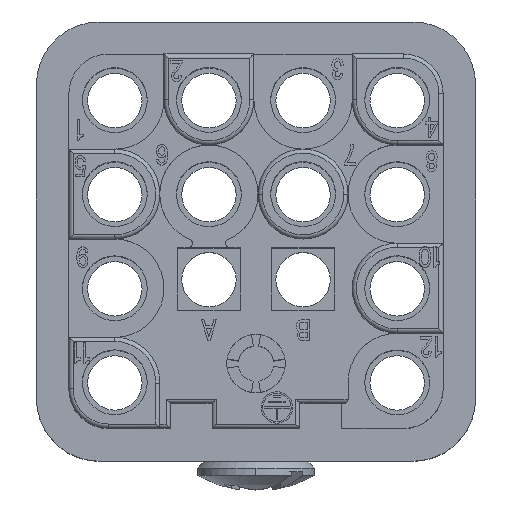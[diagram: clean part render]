
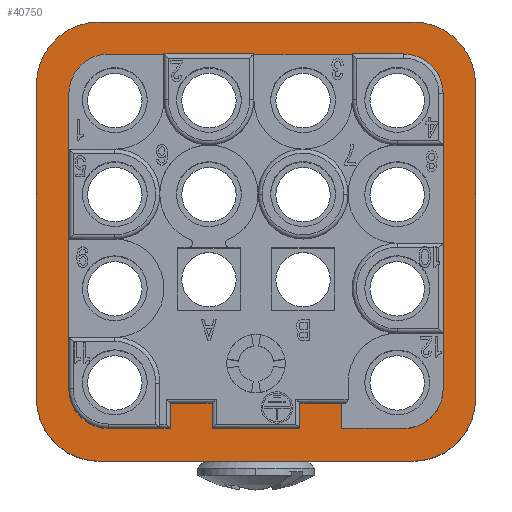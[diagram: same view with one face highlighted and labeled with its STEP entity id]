
A CAD part, top view. The second image highlights one B-rep face of the part: STEP entity #40750.
In plain terms, the highlighted planar face has unit normal (0, 0, 1).
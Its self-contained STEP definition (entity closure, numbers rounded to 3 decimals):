
#1410=CARTESIAN_POINT('',(85.038,46.999,-12.5));
#1420=VERTEX_POINT('',#1410);
#1450=CARTESIAN_POINT('',(82.038,46.999,-12.5));
#1460=DIRECTION('',(0.,0.,1.));
#1470=DIRECTION('',(1.,0.,0.));
#1480=AXIS2_PLACEMENT_3D('',#1450,#1460,#1470);
#1490=CIRCLE('',#1480,3.);
#1500=CARTESIAN_POINT('',(82.038,49.999,-12.5));
#1510=VERTEX_POINT('',#1500);
#1520=EDGE_CURVE('',#1420,#1510,#1490,.T.);
#2270=CARTESIAN_POINT('',(82.038,28.999,-12.5));
#2280=VERTEX_POINT('',#2270);
#2450=CARTESIAN_POINT('',(67.038,28.999,-12.5));
#2460=VERTEX_POINT('',#2450);
#2490=CARTESIAN_POINT('',(0.,28.999,-12.5));
#2500=DIRECTION('',(1.,0.,0.));
#2510=VECTOR('',#2500,1.);
#2520=LINE('',#2490,#2510);
#2530=EDGE_CURVE('',#2460,#2280,#2520,.T.);
#2980=CARTESIAN_POINT('',(72.438,47.249,-12.5));
#2990=VERTEX_POINT('',#2980);
#3040=CARTESIAN_POINT('',(72.438,0.,-12.5));
#3050=DIRECTION('',(0.,1.,0.));
#3060=VECTOR('',#3050,1.);
#3070=LINE('',#3040,#3060);
#3080=CARTESIAN_POINT('',(72.438,48.449,-12.5));
#3090=VERTEX_POINT('',#3080);
#3100=EDGE_CURVE('',#2990,#3090,#3070,.T.);
#5920=CARTESIAN_POINT('',(65.588,32.449,-12.5));
#5930=VERTEX_POINT('',#5920);
#5960=CARTESIAN_POINT('',(65.588,0.,-12.5));
#5970=DIRECTION('',(0.,-1.,0.));
#5980=VECTOR('',#5970,1.);
#5990=LINE('',#5960,#5980);
#6000=CARTESIAN_POINT('',(65.588,46.549,-12.5));
#6010=VERTEX_POINT('',#6000);
#6020=EDGE_CURVE('',#6010,#5930,#5990,.T.);
#39070=CARTESIAN_POINT('',(85.574,57.659,-12.5));
#39080=DIRECTION('',(0.,0.,1.));
#39090=DIRECTION('',(1.,0.,0.));
#39100=AXIS2_PLACEMENT_3D('',#39070,#39080,#39090);
#39110=PLANE('',#39100);
#39120=CARTESIAN_POINT('',(81.588,32.449,-12.5));
#39130=DIRECTION('',(0.,0.,-1.));
#39140=DIRECTION('',(-1.,0.,0.));
#39150=AXIS2_PLACEMENT_3D('',#39120,#39130,#39140);
#39160=CIRCLE('',#39150,1.9);
#39170=CARTESIAN_POINT('',(83.488,32.449,-12.5));
#39180=VERTEX_POINT('',#39170);
#39190=CARTESIAN_POINT('',(81.588,30.549,-12.5));
#39200=VERTEX_POINT('',#39190);
#39210=EDGE_CURVE('',#39180,#39200,#39160,.T.);
#39220=ORIENTED_EDGE('',*,*,#39210,.T.);
#39230=CARTESIAN_POINT('',(83.488,0.,-12.5));
#39240=DIRECTION('',(0.,1.,0.));
#39250=VECTOR('',#39240,1.);
#39260=LINE('',#39230,#39250);
#39270=CARTESIAN_POINT('',(83.488,46.549,-12.5));
#39280=VERTEX_POINT('',#39270);
#39290=EDGE_CURVE('',#39180,#39280,#39260,.T.);
#39300=ORIENTED_EDGE('',*,*,#39290,.F.);
#39310=CARTESIAN_POINT('',(81.588,46.549,-12.5));
#39320=DIRECTION('',(0.,0.,1.));
#39330=DIRECTION('',(1.,0.,0.));
#39340=AXIS2_PLACEMENT_3D('',#39310,#39320,#39330);
#39350=CIRCLE('',#39340,1.9);
#39360=CARTESIAN_POINT('',(81.588,48.449,-12.5));
#39370=VERTEX_POINT('',#39360);
#39380=EDGE_CURVE('',#39280,#39370,#39350,.T.);
#39390=ORIENTED_EDGE('',*,*,#39380,.F.);
#39400=CARTESIAN_POINT('',(0.,48.449,-12.5));
#39410=DIRECTION('',(1.,0.,0.));
#39420=VECTOR('',#39410,1.);
#39430=LINE('',#39400,#39420);
#39440=CARTESIAN_POINT('',(78.638,48.449,-12.5));
#39450=VERTEX_POINT('',#39440);
#39460=EDGE_CURVE('',#39450,#39370,#39430,.T.);
#39470=ORIENTED_EDGE('',*,*,#39460,.T.);
#39480=CARTESIAN_POINT('',(78.638,0.,-12.5));
#39490=DIRECTION('',(0.,-1.,0.));
#39500=VECTOR('',#39490,1.);
#39510=LINE('',#39480,#39500);
#39520=CARTESIAN_POINT('',(78.638,47.249,-12.5));
#39530=VERTEX_POINT('',#39520);
#39540=EDGE_CURVE('',#39450,#39530,#39510,.T.);
#39550=ORIENTED_EDGE('',*,*,#39540,.F.);
#39560=CARTESIAN_POINT('',(0.,47.249,-12.5));
#39570=DIRECTION('',(-1.,0.,0.));
#39580=VECTOR('',#39570,1.);
#39590=LINE('',#39560,#39580);
#39600=CARTESIAN_POINT('',(76.638,47.249,-12.5));
#39610=VERTEX_POINT('',#39600);
#39620=EDGE_CURVE('',#39530,#39610,#39590,.T.);
#39630=ORIENTED_EDGE('',*,*,#39620,.F.);
#39640=CARTESIAN_POINT('',(76.638,0.,-12.5));
#39650=DIRECTION('',(0.,-1.,0.));
#39660=VECTOR('',#39650,1.);
#39670=LINE('',#39640,#39660);
#39680=CARTESIAN_POINT('',(76.638,48.449,-12.5));
#39690=VERTEX_POINT('',#39680);
#39700=EDGE_CURVE('',#39690,#39610,#39670,.T.);
#39710=ORIENTED_EDGE('',*,*,#39700,.T.);
#39720=CARTESIAN_POINT('',(0.,48.449,-12.5));
#39730=DIRECTION('',(1.,0.,0.));
#39740=VECTOR('',#39730,1.);
#39750=LINE('',#39720,#39740);
#39760=EDGE_CURVE('',#3090,#39690,#39750,.T.);
#39770=ORIENTED_EDGE('',*,*,#39760,.T.);
#39780=ORIENTED_EDGE('',*,*,#3100,.T.);
#39790=CARTESIAN_POINT('',(0.,47.249,-12.5));
#39800=DIRECTION('',(-1.,0.,0.));
#39810=VECTOR('',#39800,1.);
#39820=LINE('',#39790,#39810);
#39830=CARTESIAN_POINT('',(70.438,47.249,-12.5));
#39840=VERTEX_POINT('',#39830);
#39850=EDGE_CURVE('',#2990,#39840,#39820,.T.);
#39860=ORIENTED_EDGE('',*,*,#39850,.F.);
#39870=CARTESIAN_POINT('',(70.438,0.,-12.5));
#39880=DIRECTION('',(0.,1.,0.));
#39890=VECTOR('',#39880,1.);
#39900=LINE('',#39870,#39890);
#39910=CARTESIAN_POINT('',(70.438,48.449,-12.5));
#39920=VERTEX_POINT('',#39910);
#39930=EDGE_CURVE('',#39840,#39920,#39900,.T.);
#39940=ORIENTED_EDGE('',*,*,#39930,.F.);
#39950=CARTESIAN_POINT('',(67.488,48.449,-12.5));
#39960=VERTEX_POINT('',#39950);
#39970=EDGE_CURVE('',#39960,#39920,#39430,.T.);
#39980=ORIENTED_EDGE('',*,*,#39970,.T.);
#39990=CARTESIAN_POINT('',(67.488,46.549,-12.5));
#40000=DIRECTION('',(0.,0.,-1.));
#40010=DIRECTION('',(-1.,0.,0.));
#40020=AXIS2_PLACEMENT_3D('',#39990,#40000,#40010);
#40030=CIRCLE('',#40020,1.9);
#40040=EDGE_CURVE('',#6010,#39960,#40030,.T.);
#40050=ORIENTED_EDGE('',*,*,#40040,.T.);
#40060=ORIENTED_EDGE('',*,*,#6020,.F.);
#40070=CARTESIAN_POINT('',(67.488,32.449,-12.5));
#40080=DIRECTION('',(0.,0.,1.));
#40090=DIRECTION('',(1.,0.,0.));
#40100=AXIS2_PLACEMENT_3D('',#40070,#40080,#40090);
#40110=CIRCLE('',#40100,1.9);
#40120=CARTESIAN_POINT('',(67.488,30.549,-12.5));
#40130=VERTEX_POINT('',#40120);
#40140=EDGE_CURVE('',#5930,#40130,#40110,.T.);
#40150=ORIENTED_EDGE('',*,*,#40140,.F.);
#40160=CARTESIAN_POINT('',(0.,30.549,-12.5));
#40170=DIRECTION('',(-1.,0.,0.));
#40180=VECTOR('',#40170,1.);
#40190=LINE('',#40160,#40180);
#40200=EDGE_CURVE('',#39200,#40130,#40190,.T.);
#40210=ORIENTED_EDGE('',*,*,#40200,.T.);
#40220=EDGE_LOOP('',(#40210,#40150,#40060,#40050,#39980,#39940,#39860,
#39780,#39770,#39710,#39630,#39550,#39470,#39390,#39300,#39220));
#40230=FACE_BOUND('',#40220,.T.);
#40240=CARTESIAN_POINT('',(67.038,46.999,-12.5));
#40250=DIRECTION('',(0.,0.,-1.));
#40260=DIRECTION('',(-1.,0.,0.));
#40270=AXIS2_PLACEMENT_3D('',#40240,#40250,#40260);
#40280=CIRCLE('',#40270,3.);
#40290=CARTESIAN_POINT('',(64.038,46.999,-12.5));
#40300=VERTEX_POINT('',#40290);
#40310=CARTESIAN_POINT('',(67.038,49.999,-12.5));
#40320=VERTEX_POINT('',#40310);
#40330=EDGE_CURVE('',#40300,#40320,#40280,.T.);
#40340=ORIENTED_EDGE('',*,*,#40330,.F.);
#40350=CARTESIAN_POINT('',(0.,49.999,-12.5));
#40360=DIRECTION('',(-1.,0.,0.));
#40370=VECTOR('',#40360,1.);
#40380=LINE('',#40350,#40370);
#40390=EDGE_CURVE('',#1510,#40320,#40380,.T.);
#40400=ORIENTED_EDGE('',*,*,#40390,.T.);
#40410=ORIENTED_EDGE('',*,*,#1520,.T.);
#40420=CARTESIAN_POINT('',(85.038,0.,-12.5));
#40430=DIRECTION('',(0.,-1.,0.));
#40440=VECTOR('',#40430,1.);
#40450=LINE('',#40420,#40440);
#40460=CARTESIAN_POINT('',(85.038,31.999,-12.5));
#40470=VERTEX_POINT('',#40460);
#40480=EDGE_CURVE('',#1420,#40470,#40450,.T.);
#40490=ORIENTED_EDGE('',*,*,#40480,.F.);
#40500=CARTESIAN_POINT('',(82.038,31.999,-12.5));
#40510=DIRECTION('',(0.,0.,-1.));
#40520=DIRECTION('',(-1.,0.,0.));
#40530=AXIS2_PLACEMENT_3D('',#40500,#40510,#40520);
#40540=CIRCLE('',#40530,3.);
#40550=EDGE_CURVE('',#40470,#2280,#40540,.T.);
#40560=ORIENTED_EDGE('',*,*,#40550,.F.);
#40570=ORIENTED_EDGE('',*,*,#2530,.T.);
#40580=CARTESIAN_POINT('',(67.038,31.999,-12.5));
#40590=DIRECTION('',(0.,0.,1.));
#40600=DIRECTION('',(1.,0.,0.));
#40610=AXIS2_PLACEMENT_3D('',#40580,#40590,#40600);
#40620=CIRCLE('',#40610,3.);
#40630=CARTESIAN_POINT('',(64.038,31.999,-12.5));
#40640=VERTEX_POINT('',#40630);
#40650=EDGE_CURVE('',#40640,#2460,#40620,.T.);
#40660=ORIENTED_EDGE('',*,*,#40650,.T.);
#40670=CARTESIAN_POINT('',(64.038,0.,-12.5));
#40680=DIRECTION('',(0.,1.,0.));
#40690=VECTOR('',#40680,1.);
#40700=LINE('',#40670,#40690);
#40710=EDGE_CURVE('',#40640,#40300,#40700,.T.);
#40720=ORIENTED_EDGE('',*,*,#40710,.F.);
#40730=EDGE_LOOP('',(#40720,#40660,#40570,#40560,#40490,#40410,#40400,
#40340));
#40740=FACE_OUTER_BOUND('',#40730,.T.);
#40750=ADVANCED_FACE('',(#40230,#40740),#39110,.T.);
